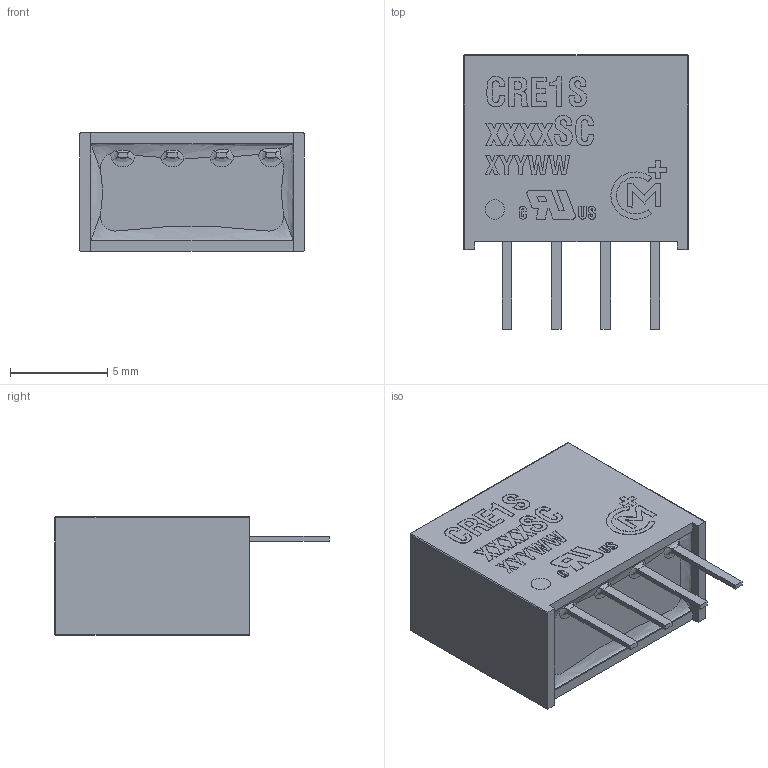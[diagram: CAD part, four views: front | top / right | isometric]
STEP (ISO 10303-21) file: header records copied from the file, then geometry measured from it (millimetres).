
FILE_DESCRIPTION (( 'STEP AP214' ), '1' );
FILE_NAME ('mps_dcdc_cre1s_sc_a.step', '2018-01-25T10:54:07', ( '' ), ( '' ), 'SwSTEP 2.0', 'SolidWorks 2015', '' );
FILE_SCHEMA (( 'AUTOMOTIVE_DESIGN' ));
Length unit declared in the file: millimetre
Products named in the file (1): mps_dcdc_cre1s_sc_a
Bounding box: 11.53 x 14.1 x 6.12 mm (x, y, z)
Volume: 667.2 mm3; surface area: 1235.7 mm2
Topology: 30 solids, 30 shells, 624 faces, 1707 edges, 1139 vertices
Faces by surface type: plane 509, bspline 79, cylinder 32, sphere 4
Entity records: 30440 total; most frequent: CARTESIAN_POINT 7984, ORIENTED_EDGE 3406, DIRECTION 2666, EDGE_CURVE 1703, LINE 1446, VECTOR 1446, VERTEX_POINT 1139, UNCERTAINTY_MEASURE_WITH_UNIT 656
